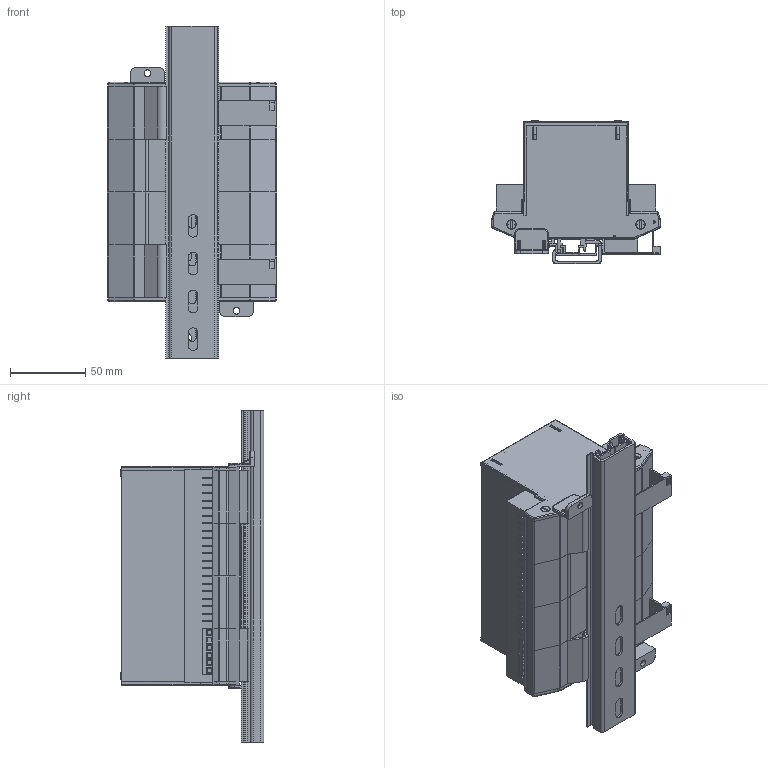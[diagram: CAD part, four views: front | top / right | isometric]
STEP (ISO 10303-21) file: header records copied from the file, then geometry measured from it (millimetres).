
FILE_DESCRIPTION (( 'STEP AP214' ), '1' );
FILE_NAME ('UEC-140.STEP', '2022-01-17T12:26:38', ( '' ), ( '' ), 'SwSTEP 2.0', 'SolidWorks 2017', '' );
FILE_SCHEMA (( 'AUTOMOTIVE_DESIGN' ));
Length unit declared in the file: millimetre
Products named in the file (58): End Plate Screw; Terminal5.0-5.08-6Way; Horizontal PCB UE-140; Euro fixed Terminal-2Way-High; Rail-G-140 Profile; Top cover 140; Top Cover Screw; Spacer Piece; End Piece UE; Pin 140; Foot Piece; Base PCB UEC 140; Pin 140 Solid; Rail-35-140; Rail-15-140; Vertical PCB UE; UEC-140; High Bracket UBRH; Terminal Covers UEC-140
Assembly tree (39 placements, depth 2):
  End Plate Screw
  Terminal5.0-5.08-6Way
  Euro fixed Terminal-2Way-High
  Euro fixed Terminal-2Way-High
  Top Cover Screw
Bounding box: 112.5 x 95.08 x 220 mm (x, y, z)
Volume: 306844.3 mm3; surface area: 378452.2 mm2
Topology: 39 solids, 39 shells, 3872 faces, 10714 edges, 7036 vertices
Faces by surface type: plane 2594, cylinder 1114, torus 92, cone 52, bspline 16, sphere 4
Entity records: 60565 total; most frequent: CARTESIAN_POINT 10597, ORIENTED_EDGE 10204, DIRECTION 10140, EDGE_CURVE 5102, LINE 3608, VECTOR 3608, VERTEX_POINT 3351, AXIS2_PLACEMENT_3D 3266
